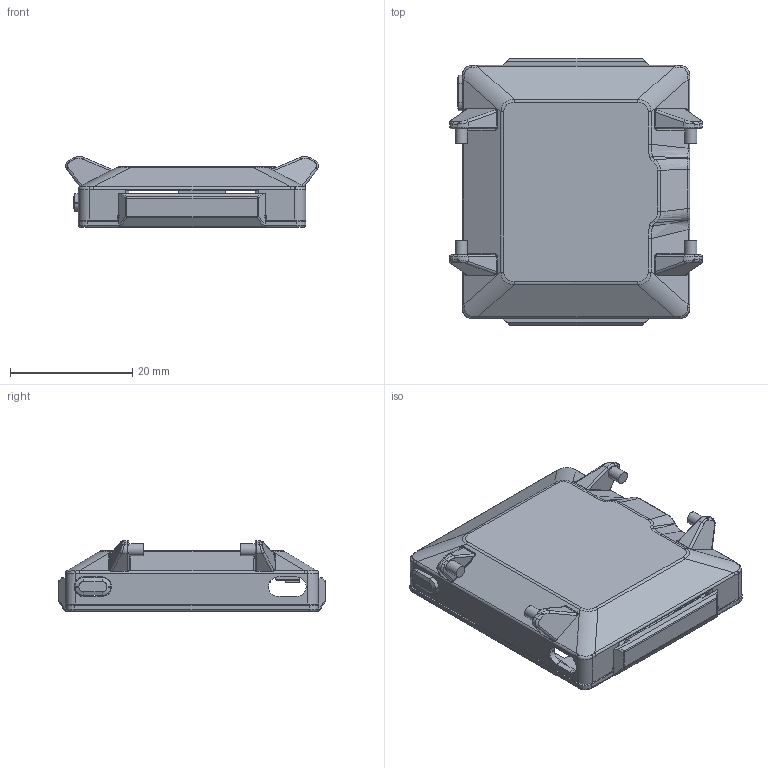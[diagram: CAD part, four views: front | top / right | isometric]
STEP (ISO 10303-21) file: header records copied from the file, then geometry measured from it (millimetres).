
FILE_DESCRIPTION(/* description */ ('STEP AP242','CAx-IF Rec.Pracs.---Representation and Presentation of Product Manufacturing Information (PMI)---4.0---2014-10-13','CAx-IF Rec.Pracs.---3D Tessellated Geometry---0.4---2014-09-14','2;1'),/* implementation_level */ '2;1');
FILE_NAME(/* name */ '686fe71fdfeaff530a80f1ba',/* time_stamp */ '2025-07-10T16:15:28Z',/* author */ (''),/* organization */ (''),/* preprocessor_version */ 'ST-DEVELOPER v20',/* originating_system */ 'ONSHAPE BY PTC INC, 1.200',/* authorisation */ ' ');
FILE_SCHEMA (('AP242_MANAGED_MODEL_BASED_3D_ENGINEERING_MIM_LF { 1 0 10303 442 1 1 4 }'));
Length unit declared in the file: metre
Products named in the file (7): strap-3; strap-4; strap-2; strap-1; button-3; main body; case front
Bounding box: 41.31 x 43.75 x 11.56 mm (x, y, z)
Volume: 2554.2 mm3; surface area: 7806.9 mm2
Topology: 7 solids, 7 shells, 644 faces, 1678 edges, 1036 vertices
Faces by surface type: plane 340, cylinder 177, bspline 89, sphere 14, torus 12, cone 12
Full cylindrical faces by diameter (mm): 2 x4
Entity records: 20500 total; most frequent: CARTESIAN_POINT 5123, ORIENTED_EDGE 3312, DIRECTION 2961, EDGE_CURVE 1656, LINE 1083, VECTOR 1083, VERTEX_POINT 1032, AXIS2_PLACEMENT_3D 939
